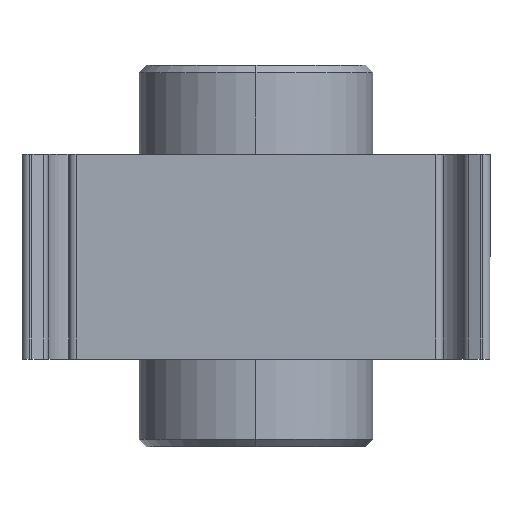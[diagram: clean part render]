
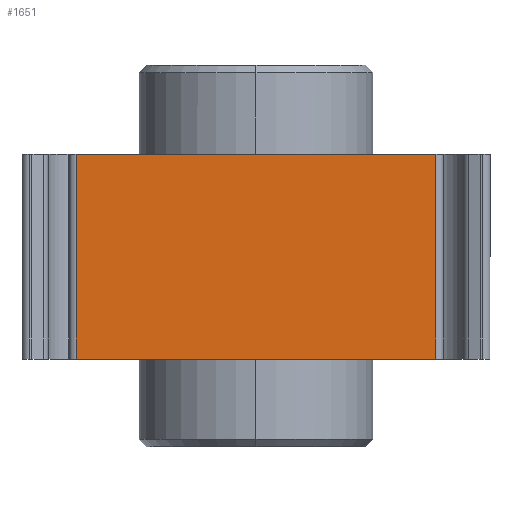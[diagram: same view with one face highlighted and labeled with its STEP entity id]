
A CAD part, left-side view. The second image highlights one B-rep face of the part: STEP entity #1651.
In plain terms, the highlighted planar face has unit normal (-1, 0, 0).
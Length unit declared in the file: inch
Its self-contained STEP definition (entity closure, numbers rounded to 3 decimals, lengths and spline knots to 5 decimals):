
#37 = CARTESIAN_POINT ( 'NONE',  ( -1.10341, -0.60149, 0.8863 ) ) ;
#52 = DIRECTION ( 'NONE',  ( 0., 1., 0. ) ) ;
#160 = DIRECTION ( 'NONE',  ( 0., 0., -1. ) ) ;
#501 = EDGE_CURVE ( 'NONE', #1715, #3097, #2174, .T. ) ;
#530 = ORIENTED_EDGE ( 'NONE', *, *, #826, .T. ) ;
#537 = ORIENTED_EDGE ( 'NONE', *, *, #1187, .T. ) ;
#540 = ORIENTED_EDGE ( 'NONE', *, *, #501, .T. ) ;
#549 = ORIENTED_EDGE ( 'NONE', *, *, #1189, .F. ) ;
#567 = FACE_OUTER_BOUND ( 'NONE', #2802, .T. ) ;
#710 = CARTESIAN_POINT ( 'NONE',  ( -1.10341, -0.52853, 1.61071 ) ) ;
#748 = DIRECTION ( 'NONE',  ( 0., 0., -1. ) ) ;
#813 = CARTESIAN_POINT ( 'NONE',  ( -1.10341, -0.04452, 1.61071 ) ) ;
#826 = EDGE_CURVE ( 'NONE', #2238, #2128, #1819, .T. ) ;
#989 = CARTESIAN_POINT ( 'NONE',  ( -1.10341, -0.52853, 0.61071 ) ) ;
#1187 = EDGE_CURVE ( 'NONE', #2128, #1715, #1532, .T. ) ;
#1189 = EDGE_CURVE ( 'NONE', #2238, #3097, #1507, .T. ) ;
#1372 = CARTESIAN_POINT ( 'NONE',  ( -1.10341, -0.52853, 0.8863 ) ) ;
#1468 = CARTESIAN_POINT ( 'NONE',  ( -1.10341, -0.04452, 0.8863 ) ) ;
#1496 = VECTOR ( 'NONE', #160, 39.37008 ) ;
#1504 = VECTOR ( 'NONE', #748, 39.37008 ) ;
#1507 = LINE ( 'NONE', #710, #1496 ) ;
#1532 = LINE ( 'NONE', #813, #1504 ) ;
#1564 = CARTESIAN_POINT ( 'NONE',  ( -1.10341, -0.04452, 0.61071 ) ) ;
#1651 = ADVANCED_FACE ( 'NONE', ( #567 ), #1714, .F. ) ;
#1707 = DIRECTION ( 'NONE',  ( 0., 1., 0. ) ) ;
#1708 = DIRECTION ( 'NONE',  ( 1., 0., 0. ) ) ;
#1714 = PLANE ( 'NONE',  #1776 ) ;
#1715 = VERTEX_POINT ( 'NONE', #1564 ) ;
#1720 = CARTESIAN_POINT ( 'NONE',  ( -1.10341, -0.52853, 1.61071 ) ) ;
#1776 = AXIS2_PLACEMENT_3D ( 'NONE', #1720, #1708, #1707 ) ;
#1815 = VECTOR ( 'NONE', #52, 39.37008 ) ;
#1819 = LINE ( 'NONE', #37, #1815 ) ;
#2128 = VERTEX_POINT ( 'NONE', #1468 ) ;
#2154 = VECTOR ( 'NONE', #2315, 39.37008 ) ;
#2174 = LINE ( 'NONE', #2211, #2154 ) ;
#2211 = CARTESIAN_POINT ( 'NONE',  ( -1.10341, -0.52853, 0.61071 ) ) ;
#2238 = VERTEX_POINT ( 'NONE', #1372 ) ;
#2315 = DIRECTION ( 'NONE',  ( 0., -1., 0. ) ) ;
#2802 = EDGE_LOOP ( 'NONE', ( #530, #537, #540, #549 ) ) ;
#3097 = VERTEX_POINT ( 'NONE', #989 ) ;
